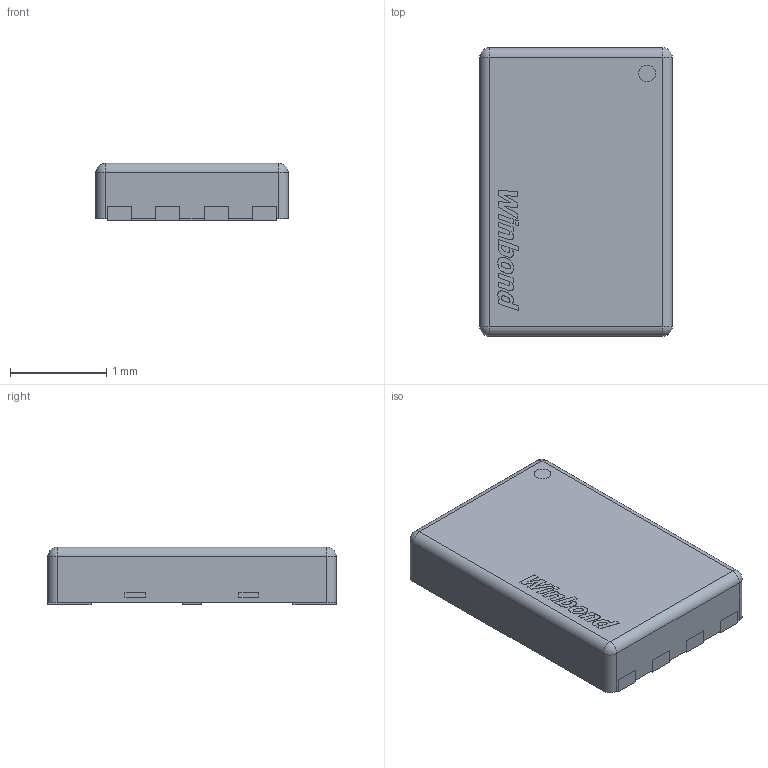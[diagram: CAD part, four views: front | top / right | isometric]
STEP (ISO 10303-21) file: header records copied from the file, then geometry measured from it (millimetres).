
FILE_DESCRIPTION(/* description */ (''),/* implementation_level */ '2;1');
FILE_NAME(/* name */ '1.stp',/* time_stamp */ '2020-06-16T09:03:42+02:00',/* author */ ('k'),/* organization */ (''),/* preprocessor_version */ 'ST-DEVELOPER v15.6',/* originating_system */ 'Autodesk Inventor 2015',/* authorisation */ '');
FILE_SCHEMA (('AUTOMOTIVE_DESIGN { 1 0 10303 214 3 1 1 }'));
Products named in the file (6): 3; 5; logo; 8; 9; 1
Bounding box: 2 x 3 x 0.6 mm (x, y, z)
Volume: 3.5 mm3; surface area: 25.7 mm2
Topology: 21 solids, 21 shells, 231 faces, 552 edges, 364 vertices
Faces by surface type: plane 178, bspline 40, cylinder 9, sphere 4
Full cylindrical faces by diameter (mm): 0.174 x1
Entity records: 6937 total; most frequent: CARTESIAN_POINT 1677, ORIENTED_EDGE 1102, DIRECTION 893, EDGE_CURVE 551, LINE 453, VECTOR 453, VERTEX_POINT 364, EDGE_LOOP 239
